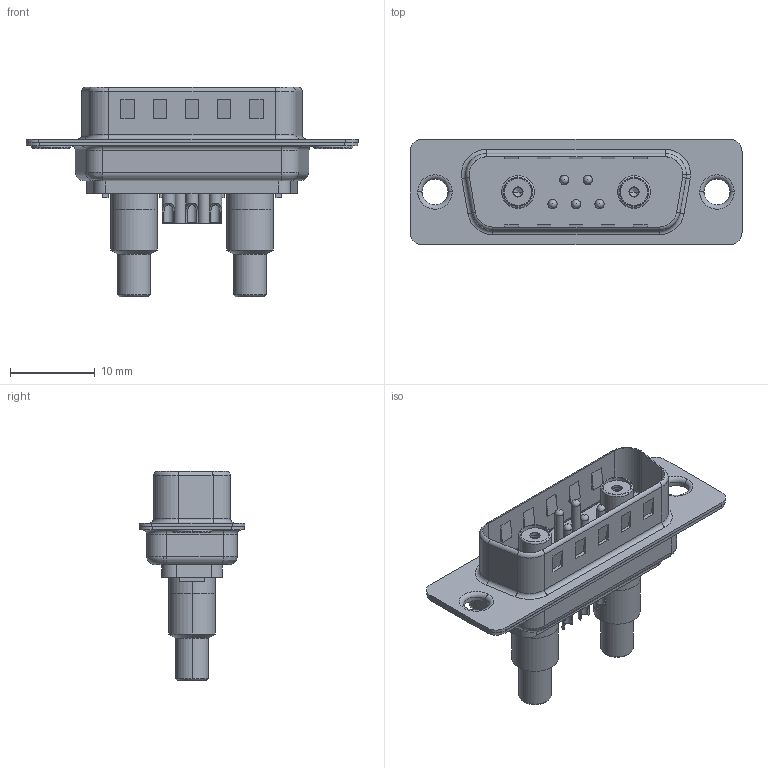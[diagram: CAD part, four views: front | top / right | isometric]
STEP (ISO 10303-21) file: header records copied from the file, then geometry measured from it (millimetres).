
FILE_DESCRIPTION (( 'STEP AP214' ), '1' );
FILE_NAME ('211-FX15-2X5-AIR.STEP', '2023-03-30T14:33:27', ( '' ), ( '' ), 'SwSTEP 2.0', 'SolidWorks 2017', '' );
FILE_SCHEMA (( 'AUTOMOTIVE_DESIGN' ));
Length unit declared in the file: millimetre
Products named in the file (1): 211-FX15-2X5-AIR
Bounding box: 39.2 x 12.5 x 24.7 mm (x, y, z)
Surface area: 6684.5 mm2 (no closed solid volume)
Topology: 0 solids, 21 shells, 748 faces, 1797 edges, 1113 vertices
Faces by surface type: cylinder 323, plane 280, cone 74, torus 52, bspline 12, sphere 7
Entity records: 22588 total; most frequent: CARTESIAN_POINT 4678, DIRECTION 3894, ORIENTED_EDGE 3484, EDGE_CURVE 1764, AXIS2_PLACEMENT_3D 1491, VERTEX_POINT 1105, VECTOR 912, LINE 912
